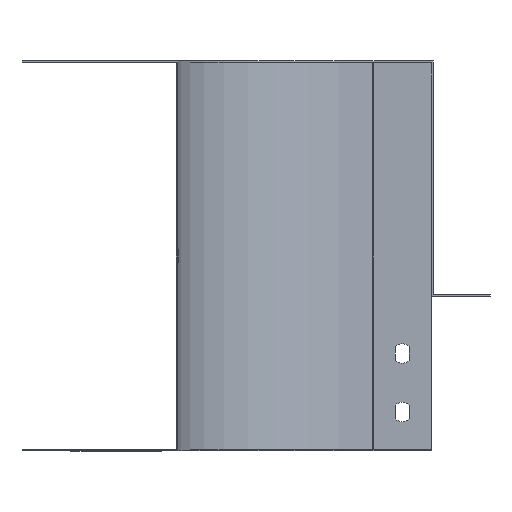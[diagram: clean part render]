
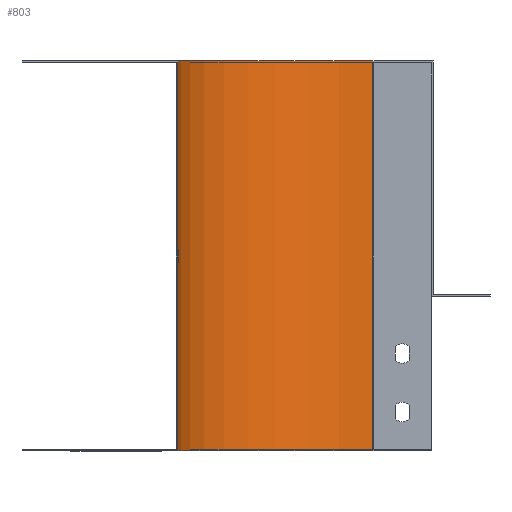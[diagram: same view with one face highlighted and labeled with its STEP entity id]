
A CAD part, left-side view. The second image highlights one B-rep face of the part: STEP entity #803.
In plain terms, the highlighted cylindrical face has radius 100 mm (diameter 200 mm), a partial arc.
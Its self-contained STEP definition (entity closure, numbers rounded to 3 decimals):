
#34 = EDGE_LOOP ( 'NONE', ( #1680, #1679, #1678, #1677 ) ) ;
#179 = CARTESIAN_POINT ( 'NONE',  ( -100., 130., 1. ) ) ;
#181 = DIRECTION ( 'NONE',  ( 0., 0., -1. ) ) ;
#477 = DIRECTION ( 'NONE',  ( -1., 0., 0. ) ) ;
#479 = DIRECTION ( 'NONE',  ( 0., 0., -1. ) ) ;
#480 = CARTESIAN_POINT ( 'NONE',  ( -100., 30., 1. ) ) ;
#588 = EDGE_CURVE ( 'NONE', #1400, #1398, #2475, .T. ) ;
#803 = ADVANCED_FACE ( 'NONE', ( #2563 ), #2568, .F. ) ;
#1021 = AXIS2_PLACEMENT_3D ( 'NONE', #1280, #1281, #1282 ) ;
#1032 = EDGE_CURVE ( 'NONE', #1398, #2435, #1126, .T. ) ;
#1033 = EDGE_CURVE ( 'NONE', #2433, #2435, #1128, .T. ) ;
#1034 = EDGE_CURVE ( 'NONE', #1400, #2433, #1117, .T. ) ;
#1117 = CIRCLE ( 'NONE', #1271, 100. ) ;
#1126 = CIRCLE ( 'NONE', #1021, 100. ) ;
#1128 = LINE ( 'NONE', #1259, #1130 ) ;
#1130 = VECTOR ( 'NONE', #1262, 1000. ) ;
#1259 = CARTESIAN_POINT ( 'NONE',  ( 0., 30., 1. ) ) ;
#1262 = DIRECTION ( 'NONE',  ( 0., 0., -1. ) ) ;
#1271 = AXIS2_PLACEMENT_3D ( 'NONE', #1285, #1286, #1287 ) ;
#1280 = CARTESIAN_POINT ( 'NONE',  ( -100., 30., -199. ) ) ;
#1281 = DIRECTION ( 'NONE',  ( 0., 0., -1. ) ) ;
#1282 = DIRECTION ( 'NONE',  ( -1., 0., 0. ) ) ;
#1285 = CARTESIAN_POINT ( 'NONE',  ( -100., 30., 1. ) ) ;
#1286 = DIRECTION ( 'NONE',  ( 0., 0., -1. ) ) ;
#1287 = DIRECTION ( 'NONE',  ( -1., 0., 0. ) ) ;
#1300 = CARTESIAN_POINT ( 'NONE',  ( -100., 130., -199. ) ) ;
#1301 = CARTESIAN_POINT ( 'NONE',  ( -100., 130., 1. ) ) ;
#1398 = VERTEX_POINT ( 'NONE', #1300 ) ;
#1400 = VERTEX_POINT ( 'NONE', #1301 ) ;
#1559 = AXIS2_PLACEMENT_3D ( 'NONE', #480, #479, #477 ) ;
#1677 = ORIENTED_EDGE ( 'NONE', *, *, #1034, .F. ) ;
#1678 = ORIENTED_EDGE ( 'NONE', *, *, #1033, .F. ) ;
#1679 = ORIENTED_EDGE ( 'NONE', *, *, #1032, .T. ) ;
#1680 = ORIENTED_EDGE ( 'NONE', *, *, #588, .T. ) ;
#2139 = CARTESIAN_POINT ( 'NONE',  ( 0., 30., 1. ) ) ;
#2141 = CARTESIAN_POINT ( 'NONE',  ( 0., 30., -199. ) ) ;
#2433 = VERTEX_POINT ( 'NONE', #2139 ) ;
#2435 = VERTEX_POINT ( 'NONE', #2141 ) ;
#2475 = LINE ( 'NONE', #179, #2478 ) ;
#2478 = VECTOR ( 'NONE', #181, 1000. ) ;
#2563 = FACE_OUTER_BOUND ( 'NONE', #34, .T. ) ;
#2568 = CYLINDRICAL_SURFACE ( 'NONE', #1559, 100. ) ;
